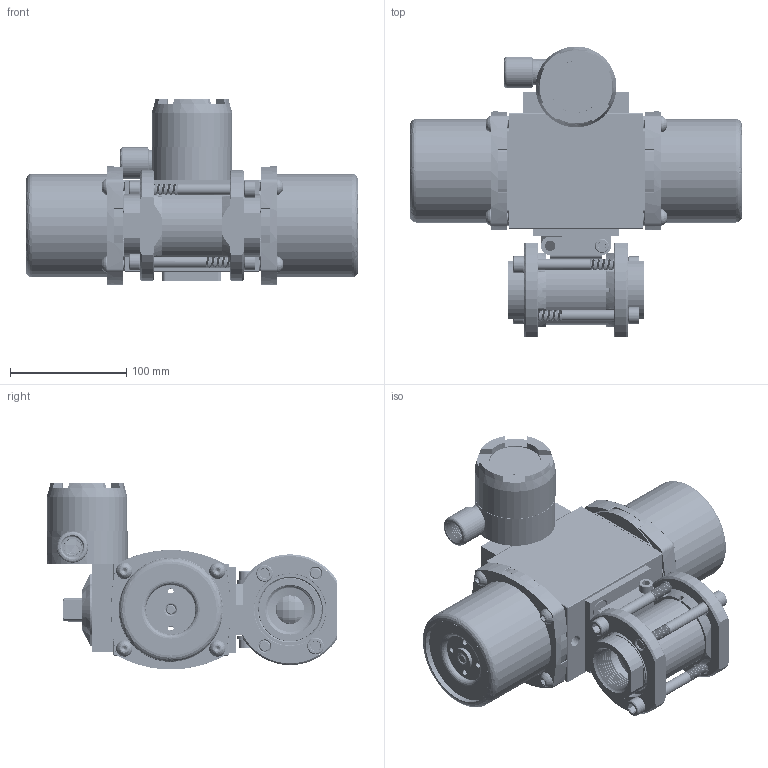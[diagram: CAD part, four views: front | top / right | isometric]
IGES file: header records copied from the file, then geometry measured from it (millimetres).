
Start section: SolidWorks IGES file using analytic representation for surfaces
Global section: file name: 21XXSESA522SRLS.igs; native system: SolidWorks 2017; preprocessor: SolidWorks 2017; author: ryanm; date: 180315.074539; units: inch
Bounding box: 285.09 x 249.71 x 160.36 mm (x, y, z)
Surface area: 579474.3 mm2 (no closed solid volume)
Topology: 0 solids, 0 shells, 5045 faces, 70620 edges, 70511 vertices
Faces by surface type: revolution 3867, bspline 1178
